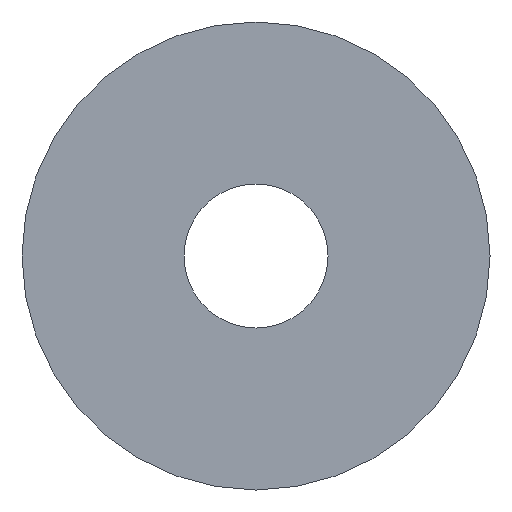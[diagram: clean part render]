
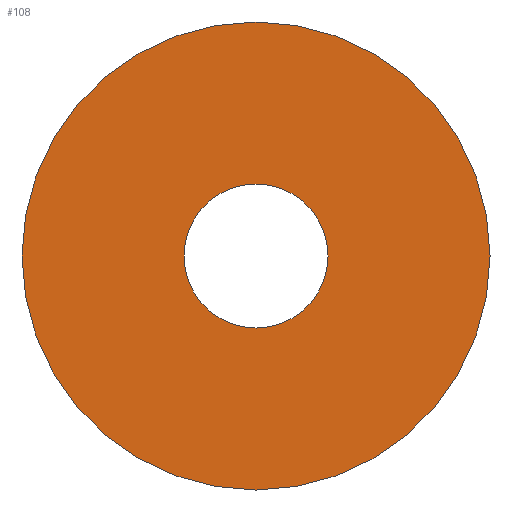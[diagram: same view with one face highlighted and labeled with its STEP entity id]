
A CAD part, front view. The second image highlights one B-rep face of the part: STEP entity #108.
In plain terms, the highlighted planar face has unit normal (0, -1, 0).
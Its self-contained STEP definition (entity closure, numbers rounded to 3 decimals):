
#1 = CARTESIAN_POINT ( 'NONE',  ( 0., 0., 13. ) ) ;
#8 = EDGE_CURVE ( 'NONE', #159, #159, #141, .T. ) ;
#16 = CARTESIAN_POINT ( 'NONE',  ( 0., 0., 0. ) ) ;
#27 = FACE_BOUND ( 'NONE', #109, .T. ) ;
#29 = EDGE_LOOP ( 'NONE', ( #150 ) ) ;
#31 = DIRECTION ( 'NONE',  ( 0., 1., 0. ) ) ;
#39 = VERTEX_POINT ( 'NONE', #104 ) ;
#40 = CARTESIAN_POINT ( 'NONE',  ( 0., 0., 0. ) ) ;
#41 = AXIS2_PLACEMENT_3D ( 'NONE', #140, #63, #91 ) ;
#42 = DIRECTION ( 'NONE',  ( 0., 0., 1. ) ) ;
#48 = ORIENTED_EDGE ( 'NONE', *, *, #133, .T. ) ;
#57 = PLANE ( 'NONE',  #152 ) ;
#63 = DIRECTION ( 'NONE',  ( 0., 1., 0. ) ) ;
#82 = DIRECTION ( 'NONE',  ( 0., 0., 1. ) ) ;
#91 = DIRECTION ( 'NONE',  ( 0., 0., 1. ) ) ;
#104 = CARTESIAN_POINT ( 'NONE',  ( 0., 0., 4. ) ) ;
#108 = ADVANCED_FACE ( 'NONE', ( #115, #27 ), #57, .F. ) ;
#109 = EDGE_LOOP ( 'NONE', ( #48 ) ) ;
#110 = DIRECTION ( 'NONE',  ( 0., 1., 0. ) ) ;
#115 = FACE_OUTER_BOUND ( 'NONE', #29, .T. ) ;
#127 = AXIS2_PLACEMENT_3D ( 'NONE', #16, #31, #42 ) ;
#131 = CIRCLE ( 'NONE', #127, 4. ) ;
#133 = EDGE_CURVE ( 'NONE', #39, #39, #131, .T. ) ;
#140 = CARTESIAN_POINT ( 'NONE',  ( 0., 0., 0. ) ) ;
#141 = CIRCLE ( 'NONE', #41, 13. ) ;
#150 = ORIENTED_EDGE ( 'NONE', *, *, #8, .F. ) ;
#152 = AXIS2_PLACEMENT_3D ( 'NONE', #40, #110, #82 ) ;
#159 = VERTEX_POINT ( 'NONE', #1 ) ;
